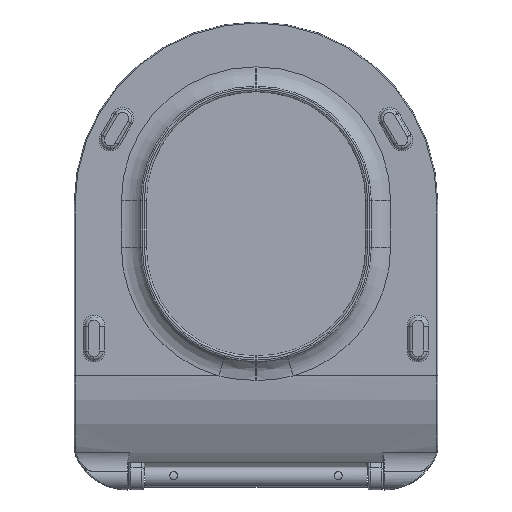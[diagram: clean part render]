
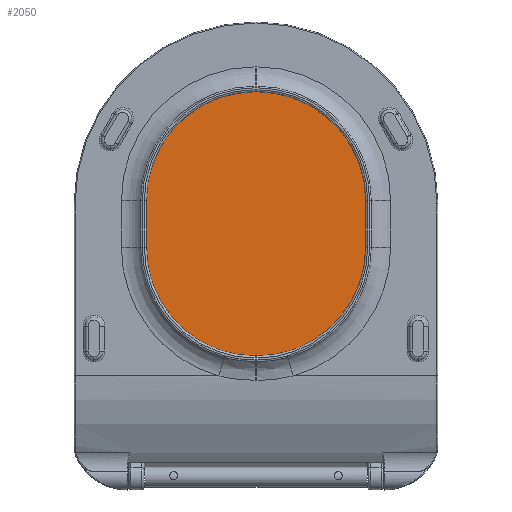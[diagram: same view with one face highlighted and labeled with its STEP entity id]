
A CAD part, front view. The second image highlights one B-rep face of the part: STEP entity #2050.
In plain terms, the highlighted planar face has unit normal (0, -1, 0).
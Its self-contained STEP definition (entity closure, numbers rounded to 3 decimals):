
#255 = CARTESIAN_POINT ( 'NONE',  ( 142.99, 0., 110. ) ) ;
#364 = DIRECTION ( 'NONE',  ( 0., -1., 0. ) ) ;
#423 = FACE_OUTER_BOUND ( 'NONE', #3697, .T. ) ;
#560 = CARTESIAN_POINT ( 'NONE',  ( -142.5, 0., 80.849 ) ) ;
#619 = VECTOR ( 'NONE', #6653, 1000. ) ;
#670 = DIRECTION ( 'NONE',  ( -0.5, 0., 0.866 ) ) ;
#730 = DIRECTION ( 'NONE',  ( 0., 1., 0. ) ) ;
#875 = CIRCLE ( 'NONE', #9684, 15. ) ;
#1018 = AXIS2_PLACEMENT_3D ( 'NONE', #6134, #730, #8878 ) ;
#1191 = CARTESIAN_POINT ( 'NONE',  ( 129.51, 0., 73.349 ) ) ;
#1246 = ORIENTED_EDGE ( 'NONE', *, *, #2469, .T. ) ;
#1413 = EDGE_CURVE ( 'NONE', #2042, #7100, #9650, .T. ) ;
#1485 = DIRECTION ( 'NONE',  ( 0., -1., 0. ) ) ;
#1575 = DIRECTION ( 'NONE',  ( 0., 0., -1. ) ) ;
#1644 = ORIENTED_EDGE ( 'NONE', *, *, #1413, .T. ) ;
#1706 = EDGE_CURVE ( 'NONE', #6064, #4046, #6711, .T. ) ;
#1961 = CARTESIAN_POINT ( 'NONE',  ( -117.01, 0., 95. ) ) ;
#1972 = CARTESIAN_POINT ( 'NONE',  ( -142.99, 0., 110. ) ) ;
#2042 = VERTEX_POINT ( 'NONE', #1191 ) ;
#2050 = ADVANCED_FACE ( 'NONE', ( #4779, #8358, #423 ), #10176, .T. ) ;
#2126 = CARTESIAN_POINT ( 'NONE',  ( 227.5, 0., 0. ) ) ;
#2135 = EDGE_CURVE ( 'NONE', #4599, #6717, #10353, .T. ) ;
#2217 = CARTESIAN_POINT ( 'NONE',  ( 117.01, 0., 95. ) ) ;
#2346 = VERTEX_POINT ( 'NONE', #1972 ) ;
#2351 = CARTESIAN_POINT ( 'NONE',  ( 130., 0., 102.5 ) ) ;
#2469 = EDGE_CURVE ( 'NONE', #8918, #11231, #7896, .T. ) ;
#2537 = CARTESIAN_POINT ( 'NONE',  ( 185.768, 0., -24.094 ) ) ;
#2559 = AXIS2_PLACEMENT_3D ( 'NONE', #3330, #10505, #1575 ) ;
#2594 = CARTESIAN_POINT ( 'NONE',  ( 0., 0., 45. ) ) ;
#3004 = CARTESIAN_POINT ( 'NONE',  ( 155.49, 0., 88.349 ) ) ;
#3020 = CARTESIAN_POINT ( 'NONE',  ( -142.5, 0., 65.849 ) ) ;
#3033 = VERTEX_POINT ( 'NONE', #255 ) ;
#3160 = EDGE_CURVE ( 'NONE', #10922, #2042, #9088, .T. ) ;
#3266 = CARTESIAN_POINT ( 'NONE',  ( -181.5, 0., 45. ) ) ;
#3330 = CARTESIAN_POINT ( 'NONE',  ( -142.5, 0., 80.849 ) ) ;
#3559 = ORIENTED_EDGE ( 'NONE', *, *, #3831, .T. ) ;
#3697 = EDGE_LOOP ( 'NONE', ( #11509, #1246, #10591, #6418 ) ) ;
#3831 = EDGE_CURVE ( 'NONE', #9823, #10922, #6096, .T. ) ;
#3999 = CIRCLE ( 'NONE', #7945, 15. ) ;
#4046 = VERTEX_POINT ( 'NONE', #8185 ) ;
#4154 = DIRECTION ( 'NONE',  ( 0., 0., -1. ) ) ;
#4219 = CARTESIAN_POINT ( 'NONE',  ( 142.5, 0., 80.849 ) ) ;
#4261 = VERTEX_POINT ( 'NONE', #7983 ) ;
#4308 = DIRECTION ( 'NONE',  ( -0.5, 0., -0.866 ) ) ;
#4559 = VECTOR ( 'NONE', #11411, 1000. ) ;
#4599 = VERTEX_POINT ( 'NONE', #1961 ) ;
#4644 = CARTESIAN_POINT ( 'NONE',  ( -97.999, 0., 187.927 ) ) ;
#4661 = CARTESIAN_POINT ( 'NONE',  ( 142.5, 0., 65.849 ) ) ;
#4707 = AXIS2_PLACEMENT_3D ( 'NONE', #2126, #364, #9288 ) ;
#4756 = CIRCLE ( 'NONE', #11312, 15. ) ;
#4779 = FACE_BOUND ( 'NONE', #8688, .T. ) ;
#4946 = EDGE_CURVE ( 'NONE', #3033, #9823, #8401, .T. ) ;
#5385 = CARTESIAN_POINT ( 'NONE',  ( 181.5, 0., 45. ) ) ;
#5472 = AXIS2_PLACEMENT_3D ( 'NONE', #2594, #1485, #7783 ) ;
#5478 = ORIENTED_EDGE ( 'NONE', *, *, #9376, .T. ) ;
#5611 = VECTOR ( 'NONE', #7518, 1000. ) ;
#5655 = VECTOR ( 'NONE', #4308, 1000. ) ;
#5725 = CARTESIAN_POINT ( 'NONE',  ( 227.5, 0., -127.5 ) ) ;
#5769 = CARTESIAN_POINT ( 'NONE',  ( 181.5, 0., -127.5 ) ) ;
#6064 = VERTEX_POINT ( 'NONE', #3266 ) ;
#6077 = CARTESIAN_POINT ( 'NONE',  ( 181.5, 0., 0. ) ) ;
#6096 = CIRCLE ( 'NONE', #1018, 15. ) ;
#6134 = CARTESIAN_POINT ( 'NONE',  ( 142.5, 0., 80.849 ) ) ;
#6166 = DIRECTION ( 'NONE',  ( 0., 1., 0. ) ) ;
#6418 = ORIENTED_EDGE ( 'NONE', *, *, #1706, .T. ) ;
#6612 = ORIENTED_EDGE ( 'NONE', *, *, #2135, .T. ) ;
#6642 = CARTESIAN_POINT ( 'NONE',  ( 211.749, 0., -9.094 ) ) ;
#6653 = DIRECTION ( 'NONE',  ( -1., 0., 0. ) ) ;
#6711 = LINE ( 'NONE', #10293, #8621 ) ;
#6717 = VERTEX_POINT ( 'NONE', #7178 ) ;
#6753 = ORIENTED_EDGE ( 'NONE', *, *, #4946, .T. ) ;
#7043 = CARTESIAN_POINT ( 'NONE',  ( -130., 0., 102.5 ) ) ;
#7097 = DIRECTION ( 'NONE',  ( 0., 1., 0. ) ) ;
#7100 = VERTEX_POINT ( 'NONE', #2217 ) ;
#7178 = CARTESIAN_POINT ( 'NONE',  ( -129.51, 0., 73.349 ) ) ;
#7275 = EDGE_LOOP ( 'NONE', ( #7470, #9263, #6612, #5478, #8333 ) ) ;
#7470 = ORIENTED_EDGE ( 'NONE', *, *, #8833, .T. ) ;
#7518 = DIRECTION ( 'NONE',  ( 0.5, 0., -0.866 ) ) ;
#7589 = LINE ( 'NONE', #5725, #619 ) ;
#7619 = DIRECTION ( 'NONE',  ( 0., 0., -1. ) ) ;
#7783 = DIRECTION ( 'NONE',  ( 0., 0., -1. ) ) ;
#7895 = CIRCLE ( 'NONE', #5472, 181.5 ) ;
#7896 = LINE ( 'NONE', #6077, #4559 ) ;
#7945 = AXIS2_PLACEMENT_3D ( 'NONE', #7043, #6166, #9738 ) ;
#7983 = CARTESIAN_POINT ( 'NONE',  ( -155.49, 0., 88.349 ) ) ;
#8160 = EDGE_CURVE ( 'NONE', #9380, #4261, #9127, .T. ) ;
#8185 = CARTESIAN_POINT ( 'NONE',  ( -181.5, 0., -127.5 ) ) ;
#8231 = DIRECTION ( 'NONE',  ( 0.5, 0., 0.866 ) ) ;
#8333 = ORIENTED_EDGE ( 'NONE', *, *, #8160, .T. ) ;
#8358 = FACE_BOUND ( 'NONE', #7275, .T. ) ;
#8401 = LINE ( 'NONE', #6642, #5611 ) ;
#8572 = EDGE_CURVE ( 'NONE', #7100, #3033, #875, .T. ) ;
#8598 = DIRECTION ( 'NONE',  ( 0., 1., 0. ) ) ;
#8621 = VECTOR ( 'NONE', #9402, 1000. ) ;
#8688 = EDGE_LOOP ( 'NONE', ( #1644, #11046, #6753, #3559, #9845 ) ) ;
#8756 = CARTESIAN_POINT ( 'NONE',  ( -72.018, 0., 172.927 ) ) ;
#8833 = EDGE_CURVE ( 'NONE', #4261, #2346, #10984, .T. ) ;
#8858 = VECTOR ( 'NONE', #8231, 1000. ) ;
#8878 = DIRECTION ( 'NONE',  ( 0., 0., -1. ) ) ;
#8918 = VERTEX_POINT ( 'NONE', #5769 ) ;
#9088 = CIRCLE ( 'NONE', #9839, 15. ) ;
#9127 = CIRCLE ( 'NONE', #2559, 15. ) ;
#9142 = EDGE_CURVE ( 'NONE', #2346, #4599, #3999, .T. ) ;
#9263 = ORIENTED_EDGE ( 'NONE', *, *, #9142, .T. ) ;
#9288 = DIRECTION ( 'NONE',  ( 0., 0., -1. ) ) ;
#9376 = EDGE_CURVE ( 'NONE', #6717, #9380, #4756, .T. ) ;
#9380 = VERTEX_POINT ( 'NONE', #3020 ) ;
#9402 = DIRECTION ( 'NONE',  ( 0., 0., -1. ) ) ;
#9650 = LINE ( 'NONE', #2537, #10336 ) ;
#9684 = AXIS2_PLACEMENT_3D ( 'NONE', #2351, #11401, #11279 ) ;
#9738 = DIRECTION ( 'NONE',  ( 0., 0., -1. ) ) ;
#9823 = VERTEX_POINT ( 'NONE', #3004 ) ;
#9839 = AXIS2_PLACEMENT_3D ( 'NONE', #4219, #7097, #4154 ) ;
#9845 = ORIENTED_EDGE ( 'NONE', *, *, #3160, .T. ) ;
#10176 = PLANE ( 'NONE',  #4707 ) ;
#10293 = CARTESIAN_POINT ( 'NONE',  ( -181.5, 0., 0. ) ) ;
#10336 = VECTOR ( 'NONE', #670, 1000. ) ;
#10353 = LINE ( 'NONE', #8756, #5655 ) ;
#10505 = DIRECTION ( 'NONE',  ( 0., 1., 0. ) ) ;
#10591 = ORIENTED_EDGE ( 'NONE', *, *, #10723, .T. ) ;
#10723 = EDGE_CURVE ( 'NONE', #11231, #6064, #7895, .T. ) ;
#10922 = VERTEX_POINT ( 'NONE', #4661 ) ;
#10984 = LINE ( 'NONE', #4644, #8858 ) ;
#11046 = ORIENTED_EDGE ( 'NONE', *, *, #8572, .T. ) ;
#11231 = VERTEX_POINT ( 'NONE', #5385 ) ;
#11279 = DIRECTION ( 'NONE',  ( 0., 0., -1. ) ) ;
#11312 = AXIS2_PLACEMENT_3D ( 'NONE', #560, #8598, #7619 ) ;
#11401 = DIRECTION ( 'NONE',  ( 0., 1., 0. ) ) ;
#11411 = DIRECTION ( 'NONE',  ( 0., 0., 1. ) ) ;
#11509 = ORIENTED_EDGE ( 'NONE', *, *, #11591, .F. ) ;
#11591 = EDGE_CURVE ( 'NONE', #8918, #4046, #7589, .T. ) ;
